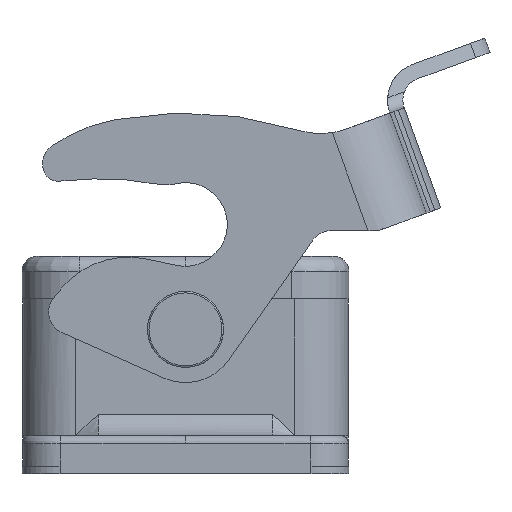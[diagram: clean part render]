
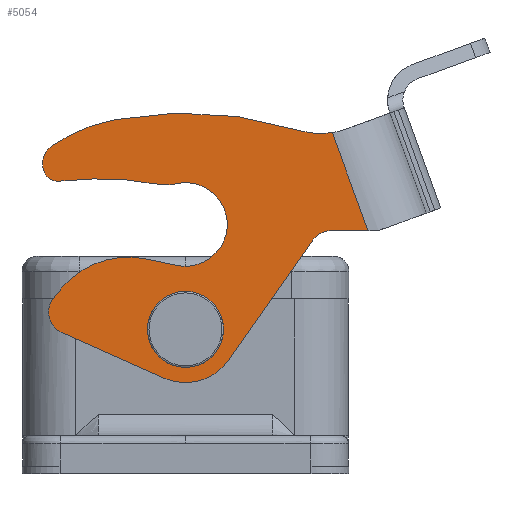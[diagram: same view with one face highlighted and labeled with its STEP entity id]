
A CAD part, left-side view. The second image highlights one B-rep face of the part: STEP entity #5054.
In plain terms, the highlighted planar face has unit normal (-1, 0, 0).
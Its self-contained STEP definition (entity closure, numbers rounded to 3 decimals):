
#4685=FACE_BOUND('',#6423,.T.);
#4686=FACE_BOUND('',#6424,.T.);
#5054=ADVANCED_FACE('',(#4685,#4686),#5405,.F.);
#5405=PLANE('',#14155);
#6423=EDGE_LOOP('',(#10070));
#6424=EDGE_LOOP('',(#10071,#10072,#10073,#10074,#10075,#10076,#10077,#10078,
#10079,#10080,#10081,#10082,#10083,#10084,#10085,#10086,#10087,#10088));
#7138=LINE('',#20680,#7950);
#7142=LINE('',#20706,#7954);
#7145=LINE('',#20726,#7957);
#7146=LINE('',#20730,#7958);
#7147=LINE('',#20734,#7959);
#7148=LINE('',#20738,#7960);
#7950=VECTOR('',#15814,1.);
#7954=VECTOR('',#15828,1.);
#7957=VECTOR('',#15847,1.);
#7958=VECTOR('',#15850,1.);
#7959=VECTOR('',#15853,1.);
#7960=VECTOR('',#15856,1.);
#10070=ORIENTED_EDGE('',*,*,#12767,.F.);
#10071=ORIENTED_EDGE('',*,*,#12936,.T.);
#10072=ORIENTED_EDGE('',*,*,#12943,.T.);
#10073=ORIENTED_EDGE('',*,*,#12944,.T.);
#10074=ORIENTED_EDGE('',*,*,#12945,.T.);
#10075=ORIENTED_EDGE('',*,*,#12946,.T.);
#10076=ORIENTED_EDGE('',*,*,#12947,.T.);
#10077=ORIENTED_EDGE('',*,*,#12948,.T.);
#10078=ORIENTED_EDGE('',*,*,#12949,.T.);
#10079=ORIENTED_EDGE('',*,*,#12950,.T.);
#10080=ORIENTED_EDGE('',*,*,#12951,.T.);
#10081=ORIENTED_EDGE('',*,*,#12952,.T.);
#10082=ORIENTED_EDGE('',*,*,#12953,.T.);
#10083=ORIENTED_EDGE('',*,*,#12954,.T.);
#10084=ORIENTED_EDGE('',*,*,#12955,.T.);
#10085=ORIENTED_EDGE('',*,*,#12956,.T.);
#10086=ORIENTED_EDGE('',*,*,#12957,.T.);
#10087=ORIENTED_EDGE('',*,*,#12940,.T.);
#10088=ORIENTED_EDGE('',*,*,#12931,.F.);
#11596=VERTEX_POINT('',#20128);
#11698=VERTEX_POINT('',#20679);
#11699=VERTEX_POINT('',#20681);
#11702=VERTEX_POINT('',#20695);
#11704=VERTEX_POINT('',#20707);
#11706=VERTEX_POINT('',#20713);
#11707=VERTEX_POINT('',#20715);
#11708=VERTEX_POINT('',#20717);
#11709=VERTEX_POINT('',#20719);
#11710=VERTEX_POINT('',#20721);
#11711=VERTEX_POINT('',#20723);
#11712=VERTEX_POINT('',#20725);
#11713=VERTEX_POINT('',#20727);
#11714=VERTEX_POINT('',#20729);
#11715=VERTEX_POINT('',#20731);
#11716=VERTEX_POINT('',#20733);
#11717=VERTEX_POINT('',#20735);
#11718=VERTEX_POINT('',#20737);
#11719=VERTEX_POINT('',#20739);
#12767=EDGE_CURVE('',#11596,#11596,#13519,.T.);
#12931=EDGE_CURVE('',#11698,#11699,#7138,.T.);
#12936=EDGE_CURVE('',#11698,#11702,#13568,.T.);
#12940=EDGE_CURVE('',#11704,#11699,#7142,.T.);
#12943=EDGE_CURVE('',#11702,#11706,#13569,.T.);
#12944=EDGE_CURVE('',#11706,#11707,#13570,.T.);
#12945=EDGE_CURVE('',#11707,#11708,#13571,.T.);
#12946=EDGE_CURVE('',#11708,#11709,#13572,.T.);
#12947=EDGE_CURVE('',#11709,#11710,#13573,.T.);
#12948=EDGE_CURVE('',#11710,#11711,#13574,.T.);
#12949=EDGE_CURVE('',#11711,#11712,#13575,.T.);
#12950=EDGE_CURVE('',#11712,#11713,#7145,.T.);
#12951=EDGE_CURVE('',#11713,#11714,#13576,.T.);
#12952=EDGE_CURVE('',#11714,#11715,#7146,.T.);
#12953=EDGE_CURVE('',#11715,#11716,#13577,.T.);
#12954=EDGE_CURVE('',#11716,#11717,#7147,.T.);
#12955=EDGE_CURVE('',#11717,#11718,#13578,.T.);
#12956=EDGE_CURVE('',#11718,#11719,#7148,.T.);
#12957=EDGE_CURVE('',#11719,#11704,#13579,.T.);
#13519=CIRCLE('',#14041,5.);
#13568=CIRCLE('',#14140,10.);
#13569=CIRCLE('',#14144,49.5);
#13570=CIRCLE('',#14145,21.5);
#13571=CIRCLE('',#14146,2.8);
#13572=CIRCLE('',#14147,2.);
#13573=CIRCLE('',#14148,44.);
#13574=CIRCLE('',#14149,5.);
#13575=CIRCLE('',#14150,5.5);
#13576=CIRCLE('',#14151,11.5);
#13577=CIRCLE('',#14152,3.);
#13578=CIRCLE('',#14153,7.);
#13579=CIRCLE('',#14154,3.);
#14041=AXIS2_PLACEMENT_3D('',#20127,#15521,#15522);
#14140=AXIS2_PLACEMENT_3D('',#20696,#15820,#15821);
#14144=AXIS2_PLACEMENT_3D('',#20712,#15833,#15834);
#14145=AXIS2_PLACEMENT_3D('',#20714,#15835,#15836);
#14146=AXIS2_PLACEMENT_3D('',#20716,#15837,#15838);
#14147=AXIS2_PLACEMENT_3D('',#20718,#15839,#15840);
#14148=AXIS2_PLACEMENT_3D('',#20720,#15841,#15842);
#14149=AXIS2_PLACEMENT_3D('',#20722,#15843,#15844);
#14150=AXIS2_PLACEMENT_3D('',#20724,#15845,#15846);
#14151=AXIS2_PLACEMENT_3D('',#20728,#15848,#15849);
#14152=AXIS2_PLACEMENT_3D('',#20732,#15851,#15852);
#14153=AXIS2_PLACEMENT_3D('',#20736,#15854,#15855);
#14154=AXIS2_PLACEMENT_3D('',#20740,#15857,#15858);
#14155=AXIS2_PLACEMENT_3D('',#20741,#15859,#15860);
#15521=DIRECTION('',(-1.,0.,0.));
#15522=DIRECTION('',(0.,0.,-1.));
#15814=DIRECTION('',(0.,-0.342,-0.94));
#15820=DIRECTION('',(1.,0.,0.));
#15821=DIRECTION('',(0.,-0.156,-0.988));
#15828=DIRECTION('',(0.,-1.,0.));
#15833=DIRECTION('',(-1.,0.,0.));
#15834=DIRECTION('',(0.,-0.298,0.954));
#15835=DIRECTION('',(-1.,0.,0.));
#15836=DIRECTION('',(0.,0.189,0.982));
#15837=DIRECTION('',(-1.,0.,0.));
#15838=DIRECTION('',(0.,0.572,0.82));
#15839=DIRECTION('',(-1.,0.,0.));
#15840=DIRECTION('',(0.,0.922,-0.388));
#15841=DIRECTION('',(1.,0.,0.));
#15842=DIRECTION('',(0.,0.116,0.993));
#15843=DIRECTION('',(-1.,0.,0.));
#15844=DIRECTION('',(0.,0.181,-0.983));
#15845=DIRECTION('',(1.,0.,0.));
#15846=DIRECTION('',(0.,0.241,0.971));
#15847=DIRECTION('',(0.,0.979,0.205));
#15848=DIRECTION('',(-1.,0.,0.));
#15849=DIRECTION('',(0.,-0.205,0.979));
#15850=DIRECTION('',(0.,0.647,-0.762));
#15851=DIRECTION('',(-1.,0.,0.));
#15852=DIRECTION('',(0.,0.762,0.647));
#15853=DIRECTION('',(0.,-0.914,-0.407));
#15854=DIRECTION('',(-1.,0.,0.));
#15855=DIRECTION('',(0.,0.407,-0.914));
#15856=DIRECTION('',(0.,-0.573,0.819));
#15857=DIRECTION('',(1.,0.,0.));
#15858=DIRECTION('',(0.,0.819,0.573));
#15859=DIRECTION('',(1.,0.,0.));
#15860=DIRECTION('',(0.,-1.,0.));
#20127=CARTESIAN_POINT('',(-44.951,0.,-6.249));
#20128=CARTESIAN_POINT('',(-44.951,0.,-11.249));
#20679=CARTESIAN_POINT('',(-44.951,-19.313,19.631));
#20680=CARTESIAN_POINT('',(-44.951,-19.313,19.631));
#20681=CARTESIAN_POINT('',(-44.951,-24.001,6.751));
#20695=CARTESIAN_POINT('',(-44.951,-14.773,19.965));
#20696=CARTESIAN_POINT('',(-44.951,-17.757,29.51));
#20706=CARTESIAN_POINT('',(-44.951,-19.2,6.751));
#20707=CARTESIAN_POINT('',(-44.951,-19.2,6.751));
#20712=CARTESIAN_POINT('',(-44.951,0.,-27.279));
#20713=CARTESIAN_POINT('',(-44.951,9.37,21.326));
#20714=CARTESIAN_POINT('',(-44.951,5.3,0.215));
#20715=CARTESIAN_POINT('',(-44.951,17.602,17.848));
#20716=CARTESIAN_POINT('',(-44.951,16.,15.551));
#20717=CARTESIAN_POINT('',(-44.951,18.58,14.464));
#20718=CARTESIAN_POINT('',(-44.951,16.737,15.24));
#20719=CARTESIAN_POINT('',(-44.951,16.505,13.254));
#20720=CARTESIAN_POINT('',(-44.951,11.4,-30.449));
#20721=CARTESIAN_POINT('',(-44.951,3.435,12.824));
#20722=CARTESIAN_POINT('',(-44.951,2.53,17.742));
#20723=CARTESIAN_POINT('',(-44.951,1.325,12.889));
#20724=CARTESIAN_POINT('',(-44.951,0.,7.551));
#20725=CARTESIAN_POINT('',(-44.951,1.125,2.167));
#20726=CARTESIAN_POINT('',(-44.951,1.125,2.167));
#20727=CARTESIAN_POINT('',(-44.951,5.148,3.008));
#20728=CARTESIAN_POINT('',(-44.951,7.5,-8.249));
#20729=CARTESIAN_POINT('',(-44.951,16.265,-0.804));
#20730=CARTESIAN_POINT('',(-44.951,16.265,-0.804));
#20731=CARTESIAN_POINT('',(-44.951,17.287,-2.007));
#20732=CARTESIAN_POINT('',(-44.951,15.,-3.949));
#20733=CARTESIAN_POINT('',(-44.951,16.22,-6.689));
#20734=CARTESIAN_POINT('',(-44.951,16.22,-6.689));
#20735=CARTESIAN_POINT('',(-44.951,2.847,-12.644));
#20736=CARTESIAN_POINT('',(-44.951,0.,-6.249));
#20737=CARTESIAN_POINT('',(-44.951,-5.736,-10.261));
#20738=CARTESIAN_POINT('',(-44.951,-5.736,-10.261));
#20739=CARTESIAN_POINT('',(-44.951,-16.742,5.471));
#20740=CARTESIAN_POINT('',(-44.951,-19.2,3.751));
#20741=CARTESIAN_POINT('',(-44.951,21.321,23.976));
